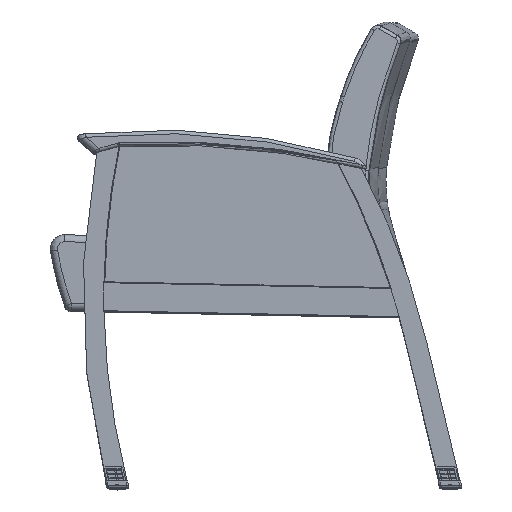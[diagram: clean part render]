
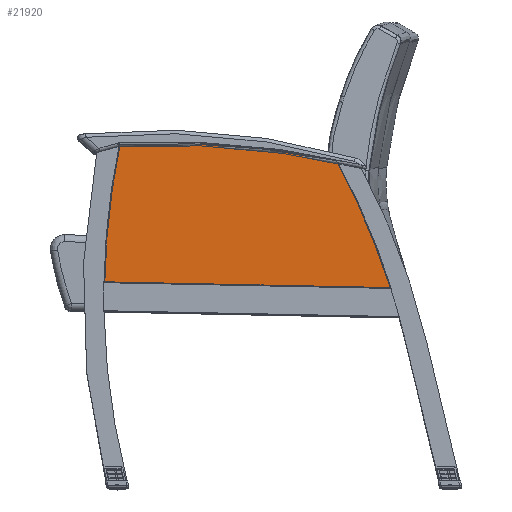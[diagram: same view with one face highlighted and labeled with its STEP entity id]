
A CAD part, top view. The second image highlights one B-rep face of the part: STEP entity #21920.
In plain terms, the highlighted planar face has unit normal (0, 0, 1).
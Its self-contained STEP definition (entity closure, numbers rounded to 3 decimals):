
#1750=PLANE('',#24236);
#3631=FACE_OUTER_BOUND('',#5352,.T.);
#5352=EDGE_LOOP('',(#17885,#17886,#17887,#17888));
#6740=LINE('',#45306,#7915);
#7915=VECTOR('',#28820,0.394);
#9062=CIRCLE('',#24233,53.107);
#9064=CIRCLE('',#24237,53.107);
#9065=CIRCLE('',#24238,59.771);
#10654=VERTEX_POINT('',#45271);
#10657=VERTEX_POINT('',#45291);
#10658=VERTEX_POINT('',#45308);
#10660=VERTEX_POINT('',#45314);
#13102=EDGE_CURVE('',#10657,#10654,#6740,.T.);
#13103=EDGE_CURVE('',#10654,#10658,#9062,.T.);
#13106=EDGE_CURVE('',#10660,#10657,#9064,.T.);
#13107=EDGE_CURVE('',#10658,#10660,#9065,.T.);
#17885=ORIENTED_EDGE('',*,*,#13102,.F.);
#17886=ORIENTED_EDGE('',*,*,#13106,.F.);
#17887=ORIENTED_EDGE('',*,*,#13107,.F.);
#17888=ORIENTED_EDGE('',*,*,#13103,.F.);
#21920=ADVANCED_FACE('',(#3631),#1750,.T.);
#24233=AXIS2_PLACEMENT_3D('',#45309,#28823,#28824);
#24236=AXIS2_PLACEMENT_3D('',#45313,#28829,#28830);
#24237=AXIS2_PLACEMENT_3D('',#45315,#28831,#28832);
#24238=AXIS2_PLACEMENT_3D('',#45316,#28833,#28834);
#28820=DIRECTION('',(-1.,0.02,0.));
#28823=DIRECTION('center_axis',(0.,0.,-1.));
#28824=DIRECTION('ref_axis',(-0.994,0.11,0.));
#28829=DIRECTION('center_axis',(0.,0.,1.));
#28830=DIRECTION('ref_axis',(1.,0.,0.));
#28831=DIRECTION('center_axis',(0.,0.,-1.));
#28832=DIRECTION('ref_axis',(0.921,0.39,0.));
#28833=DIRECTION('center_axis',(0.,0.,-1.));
#28834=DIRECTION('ref_axis',(0.068,0.998,0.));
#45271=CARTESIAN_POINT('',(-10.294,-4.614,0.813));
#45291=CARTESIAN_POINT('',(10.063,-5.024,0.813));
#45306=CARTESIAN_POINT('',(4.99,-4.922,0.813));
#45308=CARTESIAN_POINT('',(-9.201,5.166,0.813));
#45309=CARTESIAN_POINT('Origin',(42.804,-5.595,0.813));
#45313=CARTESIAN_POINT('Origin',(0.,0.,0.813));
#45314=CARTESIAN_POINT('',(6.211,4.023,0.813));
#45315=CARTESIAN_POINT('Origin',(-40.515,-21.216,0.813));
#45316=CARTESIAN_POINT('Origin',(-5.878,-54.512,0.813));
